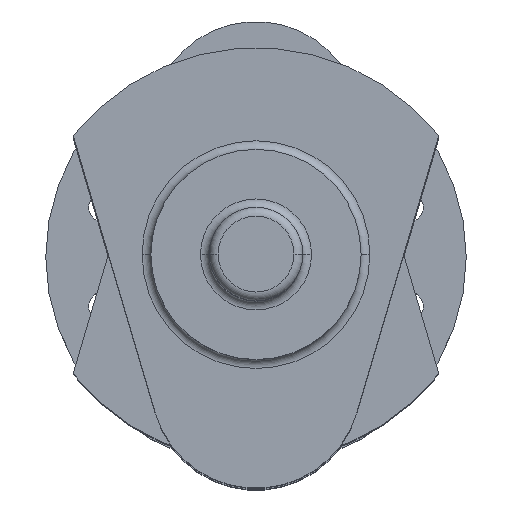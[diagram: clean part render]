
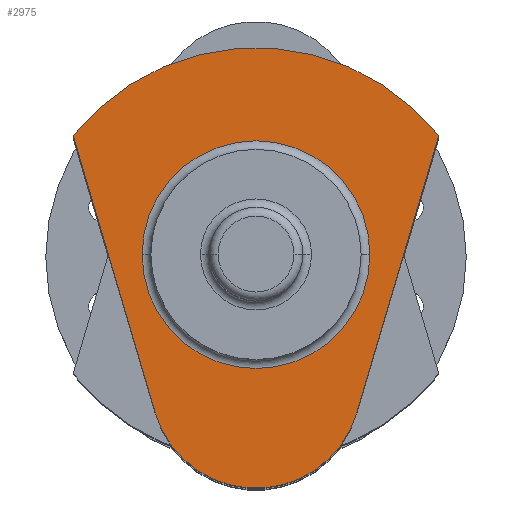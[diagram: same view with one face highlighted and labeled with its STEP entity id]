
A CAD part, top view. The second image highlights one B-rep face of the part: STEP entity #2975.
In plain terms, the highlighted planar face has unit normal (0, 0, 1).
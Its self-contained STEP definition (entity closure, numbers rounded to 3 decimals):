
#114 = PLANE ( 'NONE',  #1334 ) ;
#117 = LINE ( 'NONE', #2419, #1064 ) ;
#153 = EDGE_CURVE ( 'NONE', #242, #3267, #117, .T. ) ;
#169 = CIRCLE ( 'NONE', #696, 39. ) ;
#242 = VERTEX_POINT ( 'NONE', #1201 ) ;
#296 = EDGE_LOOP ( 'NONE', ( #1996, #352 ) ) ;
#321 = DIRECTION ( 'NONE',  ( 1., 0., 0. ) ) ;
#336 = DIRECTION ( 'NONE',  ( 0., 0., -1. ) ) ;
#352 = ORIENTED_EDGE ( 'NONE', *, *, #2449, .T. ) ;
#458 = EDGE_CURVE ( 'NONE', #2967, #4067, #169, .T. ) ;
#543 = CIRCLE ( 'NONE', #1740, 80. ) ;
#606 = DIRECTION ( 'NONE',  ( 0., 0., -1. ) ) ;
#652 = CARTESIAN_POINT ( 'NONE',  ( 34.518, -54.225, 15. ) ) ;
#690 = FACE_OUTER_BOUND ( 'NONE', #1835, .T. ) ;
#696 = AXIS2_PLACEMENT_3D ( 'NONE', #2923, #336, #2880 ) ;
#697 = ORIENTED_EDGE ( 'NONE', *, *, #153, .T. ) ;
#758 = DIRECTION ( 'NONE',  ( 1., 0., 0. ) ) ;
#854 = VERTEX_POINT ( 'NONE', #652 ) ;
#926 = VERTEX_POINT ( 'NONE', #3632 ) ;
#1012 = DIRECTION ( 'NONE',  ( 0., 0., 1. ) ) ;
#1064 = VECTOR ( 'NONE', #2062, 1000. ) ;
#1104 = ORIENTED_EDGE ( 'NONE', *, *, #3157, .F. ) ;
#1141 = AXIS2_PLACEMENT_3D ( 'NONE', #2253, #3551, #1303 ) ;
#1201 = CARTESIAN_POINT ( 'NONE',  ( -62.617, 40.639, 15. ) ) ;
#1303 = DIRECTION ( 'NONE',  ( 1., 0., 0. ) ) ;
#1334 = AXIS2_PLACEMENT_3D ( 'NONE', #1676, #1012, #3966 ) ;
#1336 = DIRECTION ( 'NONE',  ( 0., 0., 1. ) ) ;
#1370 = EDGE_CURVE ( 'NONE', #3267, #854, #2588, .T. ) ;
#1391 = CARTESIAN_POINT ( 'NONE',  ( -39., 0., 15. ) ) ;
#1451 = AXIS2_PLACEMENT_3D ( 'NONE', #1947, #1336, #758 ) ;
#1572 = CARTESIAN_POINT ( 'NONE',  ( -34.518, -54.225, 15. ) ) ;
#1676 = CARTESIAN_POINT ( 'NONE',  ( 0., 0., 15. ) ) ;
#1740 = AXIS2_PLACEMENT_3D ( 'NONE', #2889, #606, #321 ) ;
#1835 = EDGE_LOOP ( 'NONE', ( #2097, #697, #3590, #1104 ) ) ;
#1947 = CARTESIAN_POINT ( 'NONE',  ( 0., -44., 15. ) ) ;
#1996 = ORIENTED_EDGE ( 'NONE', *, *, #458, .T. ) ;
#2062 = DIRECTION ( 'NONE',  ( 0.284, -0.959, 0. ) ) ;
#2080 = CIRCLE ( 'NONE', #1141, 39. ) ;
#2097 = ORIENTED_EDGE ( 'NONE', *, *, #3289, .F. ) ;
#2253 = CARTESIAN_POINT ( 'NONE',  ( 0., 0., 15. ) ) ;
#2419 = CARTESIAN_POINT ( 'NONE',  ( -46.5, -13.774, 15. ) ) ;
#2449 = EDGE_CURVE ( 'NONE', #4067, #2967, #2080, .T. ) ;
#2588 = CIRCLE ( 'NONE', #1451, 36. ) ;
#2685 = FACE_BOUND ( 'NONE', #296, .T. ) ;
#2747 = VECTOR ( 'NONE', #3711, 1000. ) ;
#2880 = DIRECTION ( 'NONE',  ( 1., 0., 0. ) ) ;
#2889 = CARTESIAN_POINT ( 'NONE',  ( 0., -9.151, 15. ) ) ;
#2923 = CARTESIAN_POINT ( 'NONE',  ( 0., 0., 15. ) ) ;
#2967 = VERTEX_POINT ( 'NONE', #3650 ) ;
#2975 = ADVANCED_FACE ( 'NONE', ( #2685, #690 ), #114, .T. ) ;
#3157 = EDGE_CURVE ( 'NONE', #926, #854, #3394, .T. ) ;
#3267 = VERTEX_POINT ( 'NONE', #1572 ) ;
#3289 = EDGE_CURVE ( 'NONE', #242, #926, #543, .T. ) ;
#3394 = LINE ( 'NONE', #3669, #2747 ) ;
#3551 = DIRECTION ( 'NONE',  ( 0., 0., -1. ) ) ;
#3590 = ORIENTED_EDGE ( 'NONE', *, *, #1370, .T. ) ;
#3632 = CARTESIAN_POINT ( 'NONE',  ( 62.617, 40.639, 15. ) ) ;
#3650 = CARTESIAN_POINT ( 'NONE',  ( 39., 0., 15. ) ) ;
#3669 = CARTESIAN_POINT ( 'NONE',  ( 46.5, -13.774, 15. ) ) ;
#3711 = DIRECTION ( 'NONE',  ( -0.284, -0.959, 0. ) ) ;
#3966 = DIRECTION ( 'NONE',  ( 1., 0., 0. ) ) ;
#4067 = VERTEX_POINT ( 'NONE', #1391 ) ;
